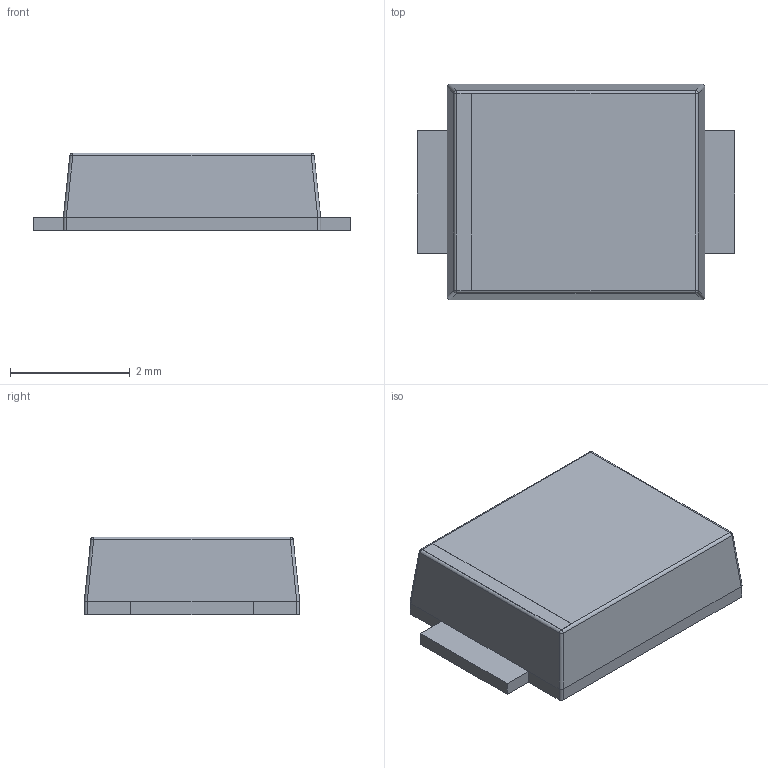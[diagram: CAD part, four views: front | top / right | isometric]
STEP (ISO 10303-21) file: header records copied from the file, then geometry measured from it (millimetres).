
FILE_DESCRIPTION (( 'STEP AP214' ), '1' );
FILE_NAME ('SS310BF-HF.STEP', '2024-01-12T00:51:28', ( '' ), ( '' ), 'SwSTEP 2.0', 'SolidWorks 2023', '' );
FILE_SCHEMA (( 'AUTOMOTIVE_DESIGN' ));
Length unit declared in the file: millimetre
Products named in the file (1): SS310BF-HF
Bounding box: 5.3 x 3.6 x 1.3 mm (x, y, z)
Volume: 19.6 mm3; surface area: 62.1 mm2
Topology: 4 solids, 4 shells, 59 faces, 133 edges, 82 vertices
Faces by surface type: plane 43, cylinder 12, sphere 4
Entity records: 2302 total; most frequent: CARTESIAN_POINT 287, ORIENTED_EDGE 266, DIRECTION 265, EDGE_CURVE 133, VECTOR 113, LINE 113, VERTEX_POINT 82, AXIS2_PLACEMENT_3D 76
